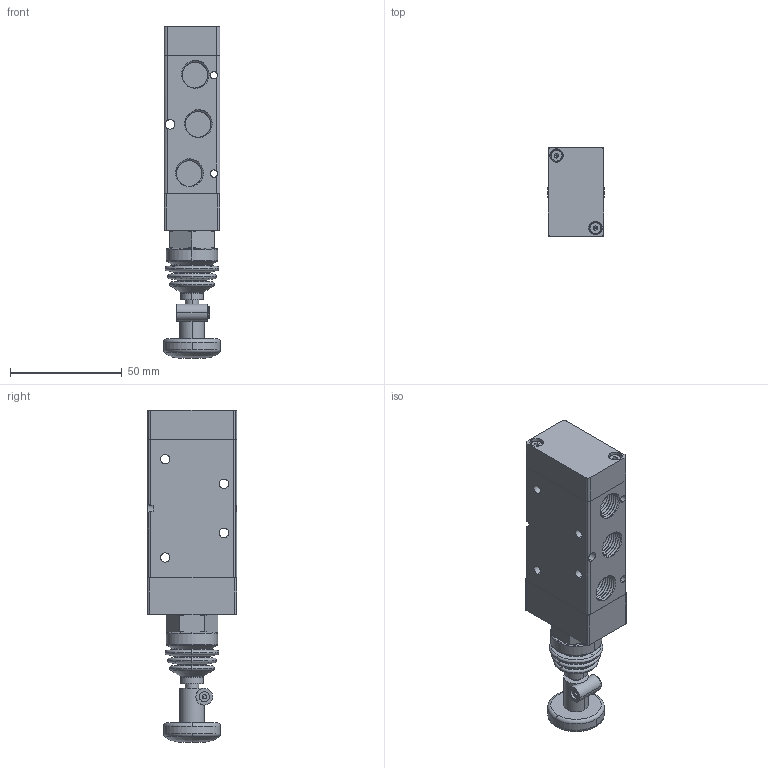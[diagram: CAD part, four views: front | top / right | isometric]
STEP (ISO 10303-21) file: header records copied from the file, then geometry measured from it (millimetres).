
FILE_DESCRIPTION((''),'2;1');
FILE_NAME('01_068_4.stp','2002-12-08T17:59:37',('Branislav Petkovic'),('AZ Pneumatica'),'AutoCAD STEP 2000i','AutoCAD 2000i','Via J. F. Kennedy, 26, 20020 Misinto (MI), ITALY');
FILE_SCHEMA(('CONFIG_CONTROL_DESIGN'));
Length unit declared in the file: millimetre
Products named in the file (10): 01_068_4; 522 TELO; PART1; X22 OPRUGA; PART2; ~~~PART1; GUMA RAVNA; ~~PART1; 521 LL90; PART1A
Assembly tree (7 placements, depth 3):
  01_068_4
    522 TELO
      PART1
    X22 OPRUGA
      PART2
    ~~~PART1
    GUMA RAVNA
      ~~PART1
  521 LL90
  PART1A
Bounding box: 25.5 x 40 x 148.5 mm (x, y, z)
Surface area: 30661.1 mm2 (no closed solid volume)
Topology: 0 solids, 4 shells, 469 faces, 1275 edges, 835 vertices
Faces by surface type: cylinder 264, plane 111, cone 40, bspline 34, torus 20
Entity records: 29931 total; most frequent: CARTESIAN_POINT 18385, ORIENTED_EDGE 2550, DIRECTION 2148, EDGE_CURVE 1275, AXIS2_PLACEMENT_3D 845, VERTEX_POINT 835, EDGE_LOOP 514, FACE_OUTER_BOUND 469
